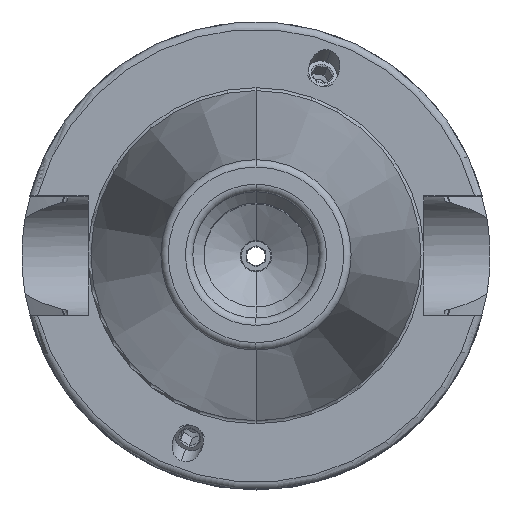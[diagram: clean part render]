
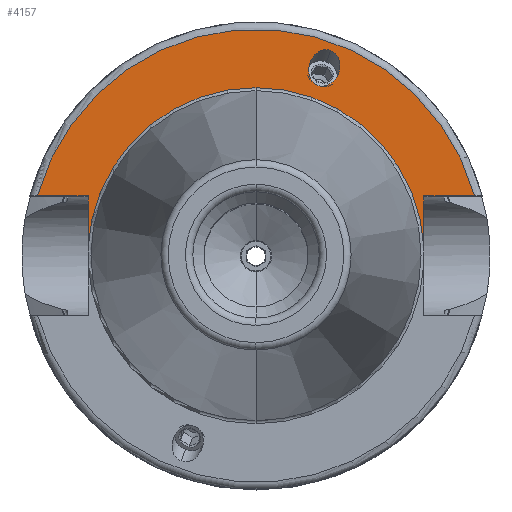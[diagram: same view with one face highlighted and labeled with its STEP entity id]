
A CAD part, top view. The second image highlights one B-rep face of the part: STEP entity #4157.
In plain terms, the highlighted planar face has unit normal (0, 0, 1).
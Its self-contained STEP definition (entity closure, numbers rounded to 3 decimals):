
#1152=DIRECTION('',(0,1,0));
#1153=VECTOR('',#1152,6.987);
#1154=CARTESIAN_POINT('',(-22.6,1.063,25));
#1155=LINE('',#1154,#1153);
#1156=DIRECTION('',(1,0,0));
#1157=VECTOR('',#1156,6.818);
#1158=CARTESIAN_POINT('',(-29.418,8.05,25));
#1159=LINE('',#1158,#1157);
#1160=DIRECTION('',(-1,0,0));
#1161=VECTOR('',#1160,6.818);
#1162=CARTESIAN_POINT('',(29.418,8.05,25));
#1163=LINE('',#1162,#1161);
#1164=DIRECTION('',(0,-1,0));
#1165=VECTOR('',#1164,6.987);
#1166=CARTESIAN_POINT('',(22.6,8.05,25));
#1167=LINE('',#1166,#1165);
#1168=CARTESIAN_POINT('',(10.056,27.629,25));
#1169=CARTESIAN_POINT('',(10.283,27.547,25));
#1170=CARTESIAN_POINT('',(10.737,27.268,25));
#1171=CARTESIAN_POINT('',(11.226,26.479,25));
#1172=CARTESIAN_POINT('',(11.341,25.65,25));
#1173=CARTESIAN_POINT('',(11.261,25.009,25));
#1174=CARTESIAN_POINT('',(11.137,24.573,25));
#1175=CARTESIAN_POINT('',(10.952,24.159,25));
#1176=CARTESIAN_POINT('',(10.601,23.617,25));
#1177=CARTESIAN_POINT('',(9.98,23.055,25));
#1178=CARTESIAN_POINT('',(9.098,22.765,25));
#1179=CARTESIAN_POINT('',(8.571,22.843,25));
#1180=CARTESIAN_POINT('',(8.344,22.926,25));
#1182=CARTESIAN_POINT('',(8.344,22.926,25));
#1183=CARTESIAN_POINT('',(8.117,23.009,25));
#1184=CARTESIAN_POINT('',(7.663,23.288,25));
#1185=CARTESIAN_POINT('',(7.174,24.076,25));
#1186=CARTESIAN_POINT('',(7.06,24.906,25));
#1187=CARTESIAN_POINT('',(7.14,25.547,25));
#1188=CARTESIAN_POINT('',(7.264,25.983,25));
#1189=CARTESIAN_POINT('',(7.449,26.396,25));
#1190=CARTESIAN_POINT('',(7.8,26.939,25));
#1191=CARTESIAN_POINT('',(8.421,27.5,25));
#1192=CARTESIAN_POINT('',(9.302,27.79,25));
#1193=CARTESIAN_POINT('',(9.829,27.712,25));
#1194=CARTESIAN_POINT('',(10.056,27.629,25));
#1230=CARTESIAN_POINT('',(0,0,25));
#1231=DIRECTION('',(0,0,1));
#1232=DIRECTION('',(0,1,0));
#1233=AXIS2_PLACEMENT_3D('',#1230,#1231,#1232);
#1261=CARTESIAN_POINT('',(0,0,25));
#1262=DIRECTION('',(0,0,-1));
#1263=DIRECTION('',(0,1,0));
#1264=AXIS2_PLACEMENT_3D('',#1261,#1262,#1263);
#1555=CARTESIAN_POINT('',(0,0,25));
#1556=DIRECTION('',(0,0,1));
#1557=DIRECTION('',(0.965,0.264,0));
#1558=AXIS2_PLACEMENT_3D('',#1555,#1556,#1557);
#2722=CARTESIAN_POINT('',(-22.6,1.063,25));
#2723=CARTESIAN_POINT('',(-22.6,8.05,25));
#2724=VERTEX_POINT('',#2722);
#2725=VERTEX_POINT('',#2723);
#2726=CARTESIAN_POINT('',(-29.418,8.05,25));
#2727=VERTEX_POINT('',#2726);
#2728=CARTESIAN_POINT('',(22.6,8.05,25));
#2729=CARTESIAN_POINT('',(22.6,1.063,25));
#2730=VERTEX_POINT('',#2728);
#2731=VERTEX_POINT('',#2729);
#2738=CARTESIAN_POINT('',(29.418,8.05,25));
#2739=VERTEX_POINT('',#2738);
#2786=CARTESIAN_POINT('',(0,22.625,25));
#2788=VERTEX_POINT('',#2786);
#2804=VERTEX_POINT('',#1168);
#2805=VERTEX_POINT('',#1180);
#4133=CARTESIAN_POINT('',(0,0,25));
#4134=DIRECTION('',(0,0,-1));
#4135=DIRECTION('',(0,-1,0));
#4136=AXIS2_PLACEMENT_3D('',#4133,#4134,#4135);
#4137=PLANE('',#4136);
#4138=ORIENTED_EDGE('',*,*,#3733,.T.);
#4139=ORIENTED_EDGE('',*,*,#3762,.F.);
#4141=ORIENTED_EDGE('',*,*,#4140,.F.);
#4142=ORIENTED_EDGE('',*,*,#3967,.T.);
#4144=ORIENTED_EDGE('',*,*,#4143,.T.);
#4146=ORIENTED_EDGE('',*,*,#4145,.F.);
#4148=ORIENTED_EDGE('',*,*,#4147,.T.);
#4149=EDGE_LOOP('',(#4138,#4139,#4141,#4142,#4144,#4146,#4148));
#4150=FACE_OUTER_BOUND('',#4149,.F.);
#4152=ORIENTED_EDGE('',*,*,#4151,.F.);
#4154=ORIENTED_EDGE('',*,*,#4153,.F.);
#4155=EDGE_LOOP('',(#4152,#4154));
#4156=FACE_BOUND('',#4155,.F.);
#4157=ADVANCED_FACE('',(#4150,#4156),#4137,.F.);
#1181=B_SPLINE_CURVE_WITH_KNOTS('',3,(#1168,#1169,#1170,#1171,#1172,#1173,#1174,
#1175,#1176,#1177,#1178,#1179,#1180),.UNSPECIFIED.,.F.,.F.,(4,1,1,1,1,1,1,1,1,1,
4),(0,0.125,0.25,0.375,0.438,0.5,0.563,0.625,0.75,0.875,
1.0),.UNSPECIFIED.);
#1195=B_SPLINE_CURVE_WITH_KNOTS('',3,(#1182,#1183,#1184,#1185,#1186,#1187,#1188,
#1189,#1190,#1191,#1192,#1193,#1194),.UNSPECIFIED.,.F.,.F.,(4,1,1,1,1,1,1,1,1,1,
4),(0,0.125,0.25,0.375,0.438,0.5,0.563,0.625,0.75,0.875,
1.0),.UNSPECIFIED.);
#1234=CIRCLE('',#1233,22.625);
#1265=CIRCLE('',#1264,22.625);
#1559=CIRCLE('',#1558,30.5);
#3733=EDGE_CURVE('',#2724,#2725,#1155,.T.);
#3762=EDGE_CURVE('',#2727,#2725,#1159,.T.);
#3967=EDGE_CURVE('',#2739,#2730,#1163,.T.);
#4140=EDGE_CURVE('',#2739,#2727,#1559,.T.);
#4143=EDGE_CURVE('',#2730,#2731,#1167,.T.);
#4145=EDGE_CURVE('',#2788,#2731,#1265,.T.);
#4147=EDGE_CURVE('',#2788,#2724,#1234,.T.);
#4151=EDGE_CURVE('',#2804,#2805,#1181,.T.);
#4153=EDGE_CURVE('',#2805,#2804,#1195,.T.);
